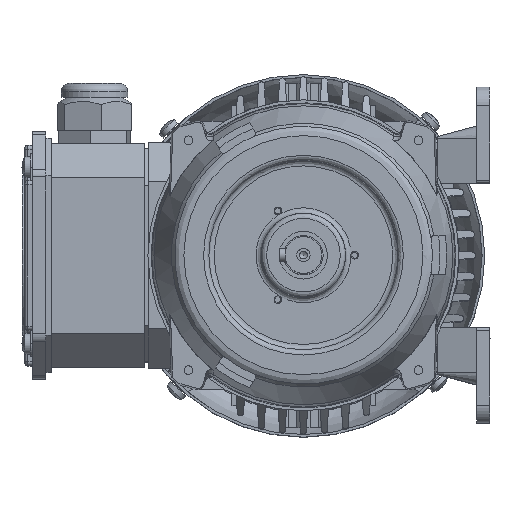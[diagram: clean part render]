
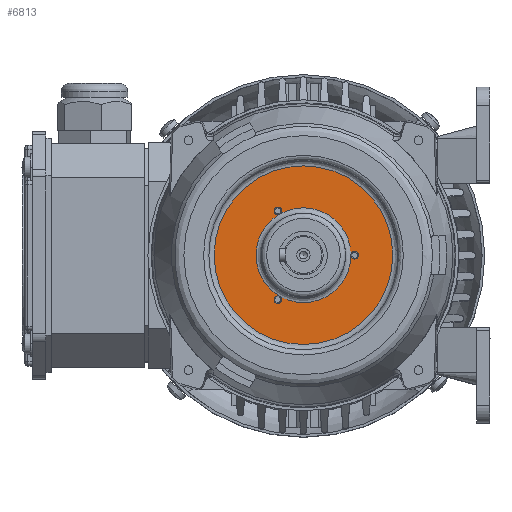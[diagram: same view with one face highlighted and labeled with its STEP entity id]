
A CAD part, top view. The second image highlights one B-rep face of the part: STEP entity #6813.
In plain terms, the highlighted planar face has unit normal (0, 0, 1).
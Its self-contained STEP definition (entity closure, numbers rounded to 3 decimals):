
#1565=FACE_BOUND('',#13042,.T.);
#1566=FACE_BOUND('',#13043,.T.);
#3075=CIRCLE('',#53447,1.447);
#3076=CIRCLE('',#53448,1.447);
#3078=CIRCLE('',#53452,1.447);
#3079=CIRCLE('',#53453,1.447);
#3081=CIRCLE('',#53457,1.447);
#3082=CIRCLE('',#53458,1.447);
#3125=CIRCLE('',#53523,34.);
#3126=CIRCLE('',#53524,18.053);
#3127=CIRCLE('',#53525,18.053);
#3128=CIRCLE('',#53526,18.053);
#4367=PLANE('',#53527);
#6813=ADVANCED_FACE('',(#1565,#1566),#4367,.T.);
#13042=EDGE_LOOP('',(#24822,#24823,#24824,#24825,#24826,#24827,#24828,#24829,
#24830));
#13043=EDGE_LOOP('',(#24831));
#24822=ORIENTED_EDGE('',*,*,#40017,.T.);
#24823=ORIENTED_EDGE('',*,*,#40016,.T.);
#24824=ORIENTED_EDGE('',*,*,#40158,.T.);
#24825=ORIENTED_EDGE('',*,*,#40011,.T.);
#24826=ORIENTED_EDGE('',*,*,#40010,.T.);
#24827=ORIENTED_EDGE('',*,*,#40159,.T.);
#24828=ORIENTED_EDGE('',*,*,#40014,.T.);
#24829=ORIENTED_EDGE('',*,*,#40013,.T.);
#24830=ORIENTED_EDGE('',*,*,#40160,.T.);
#24831=ORIENTED_EDGE('',*,*,#40157,.T.);
#33692=VERTEX_POINT('',#86314);
#33693=VERTEX_POINT('',#86315);
#33695=VERTEX_POINT('',#86322);
#33696=VERTEX_POINT('',#86323);
#33698=VERTEX_POINT('',#86330);
#33699=VERTEX_POINT('',#86331);
#33815=VERTEX_POINT('',#87216);
#40010=EDGE_CURVE('',#33692,#33693,#3075,.T.);
#40011=EDGE_CURVE('',#33693,#33692,#3076,.T.);
#40013=EDGE_CURVE('',#33695,#33696,#3078,.T.);
#40014=EDGE_CURVE('',#33696,#33695,#3079,.T.);
#40016=EDGE_CURVE('',#33698,#33699,#3081,.T.);
#40017=EDGE_CURVE('',#33699,#33698,#3082,.T.);
#40157=EDGE_CURVE('',#33815,#33815,#3125,.T.);
#40158=EDGE_CURVE('',#33699,#33693,#3126,.T.);
#40159=EDGE_CURVE('',#33693,#33696,#3127,.T.);
#40160=EDGE_CURVE('',#33696,#33699,#3128,.T.);
#53447=AXIS2_PLACEMENT_3D('',#86313,#62408,#62409);
#53448=AXIS2_PLACEMENT_3D('',#86316,#62410,#62411);
#53452=AXIS2_PLACEMENT_3D('',#86321,#62418,#62419);
#53453=AXIS2_PLACEMENT_3D('',#86324,#62420,#62421);
#53457=AXIS2_PLACEMENT_3D('',#86329,#62428,#62429);
#53458=AXIS2_PLACEMENT_3D('',#86332,#62430,#62431);
#53523=AXIS2_PLACEMENT_3D('',#87215,#62572,#62573);
#53524=AXIS2_PLACEMENT_3D('',#87252,#62574,#62575);
#53525=AXIS2_PLACEMENT_3D('',#87253,#62576,#62577);
#53526=AXIS2_PLACEMENT_3D('',#87254,#62578,#62579);
#53527=AXIS2_PLACEMENT_3D('',#87255,#62580,#62581);
#62408=DIRECTION('',(0.,0.,-1.));
#62409=DIRECTION('',(0.5,0.866,0.));
#62410=DIRECTION('',(0.,0.,-1.));
#62411=DIRECTION('',(0.5,-0.866,0.));
#62418=DIRECTION('',(0.,0.,-1.));
#62419=DIRECTION('',(0.5,-0.866,0.));
#62420=DIRECTION('',(0.,0.,-1.));
#62421=DIRECTION('',(-1.,0.,0.));
#62428=DIRECTION('',(0.,0.,-1.));
#62429=DIRECTION('',(-1.,0.,0.));
#62430=DIRECTION('',(0.,0.,-1.));
#62431=DIRECTION('',(0.5,0.866,0.));
#62572=DIRECTION('',(0.,0.,1.));
#62573=DIRECTION('',(1.,0.,0.));
#62574=DIRECTION('',(0.,0.,-1.));
#62575=DIRECTION('',(-0.5,-0.866,0.));
#62576=DIRECTION('',(0.,0.,-1.));
#62577=DIRECTION('',(-0.5,0.866,0.));
#62578=DIRECTION('',(0.,0.,-1.));
#62579=DIRECTION('',(1.,0.,0.));
#62580=DIRECTION('',(0.,0.,1.));
#62581=DIRECTION('',(-1.,0.,0.));
#86313=CARTESIAN_POINT('',(-9.75,16.887,24.));
#86314=CARTESIAN_POINT('',(-9.027,18.141,24.));
#86315=CARTESIAN_POINT('',(-9.027,15.634,24.));
#86316=CARTESIAN_POINT('',(-9.75,16.887,24.));
#86321=CARTESIAN_POINT('',(19.5,0.,24.));
#86322=CARTESIAN_POINT('',(20.223,-1.253,24.));
#86323=CARTESIAN_POINT('',(18.053,0.,24.));
#86324=CARTESIAN_POINT('',(19.5,0.,24.));
#86329=CARTESIAN_POINT('',(-9.75,-16.887,24.));
#86330=CARTESIAN_POINT('',(-11.197,-16.887,24.));
#86331=CARTESIAN_POINT('',(-9.027,-15.634,24.));
#86332=CARTESIAN_POINT('',(-9.75,-16.887,24.));
#87215=CARTESIAN_POINT('',(0.,0.,24.));
#87216=CARTESIAN_POINT('',(34.,0.,24.));
#87252=CARTESIAN_POINT('',(0.,0.,24.));
#87253=CARTESIAN_POINT('',(0.,0.,24.));
#87254=CARTESIAN_POINT('',(0.,0.,24.));
#87255=CARTESIAN_POINT('',(37.5,37.5,24.));
